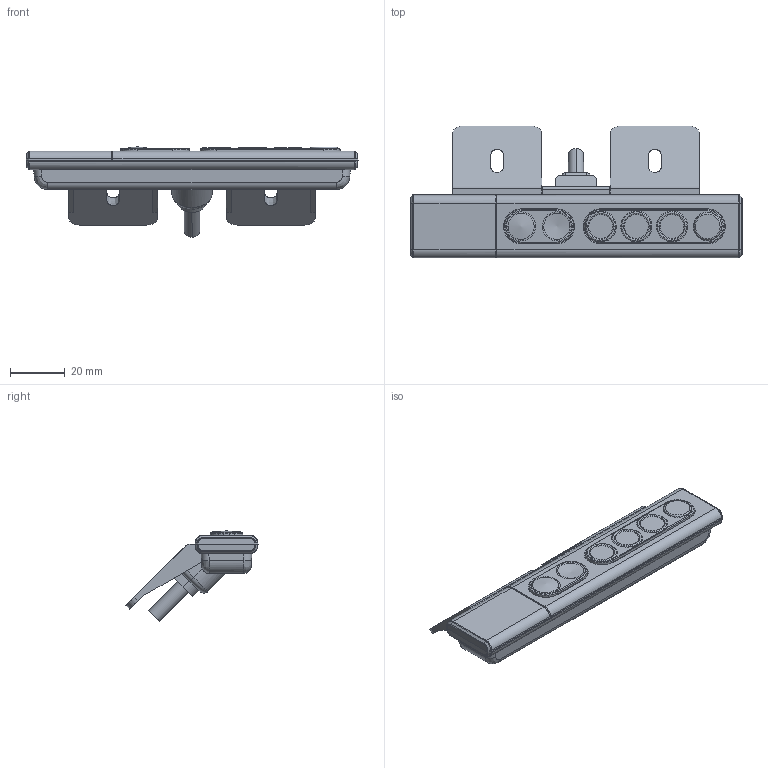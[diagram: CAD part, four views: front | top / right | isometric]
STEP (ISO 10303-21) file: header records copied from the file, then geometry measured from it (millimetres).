
FILE_DESCRIPTION(/* description */ (''),/* implementation_level */ '2;1');
FILE_NAME(/* name */ 'DH01.15.stp',/* time_stamp */ '2021-04-30T10:28:44+08:00',/* author */ (''),/* organization */ (''),/* preprocessor_version */ 'ST-DEVELOPER v16',/* originating_system */ 'SIEMENS PLM Software NX 10.0',/* authorisation */ '');
FILE_SCHEMA (('AUTOMOTIVE_DESIGN { 1 0 10303 214 3 1 1 1 }'));
Length unit declared in the file: millimetre
Products named in the file (1): vinc17FC9B0Fcrja
Bounding box: 121 x 48.13 x 32.98 mm (x, y, z)
Volume: 25329.3 mm3; surface area: 37461.4 mm2
Topology: 7 solids, 7 shells, 1263 faces, 3362 edges, 2161 vertices
Faces by surface type: plane 728, cylinder 291, bspline 166, cone 49, torus 25, extrusion 4
Full cylindrical faces by diameter (mm): 1.5 x3, 1.7 x2, 1.8 x3, 1.9 x1, 2 x1, 2.5 x6, 6 x6
Entity records: 47760 total; most frequent: CARTESIAN_POINT 17078, ORIENTED_EDGE 6644, DIRECTION 5683, EDGE_CURVE 3322, VERTEX_POINT 2148, VECTOR 2069, LINE 2065, AXIS2_PLACEMENT_3D 1807
